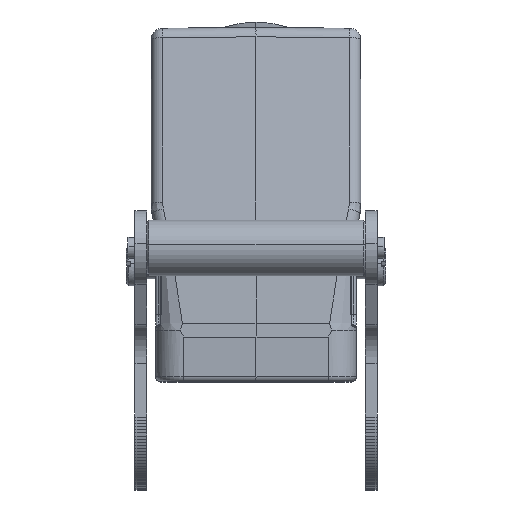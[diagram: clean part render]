
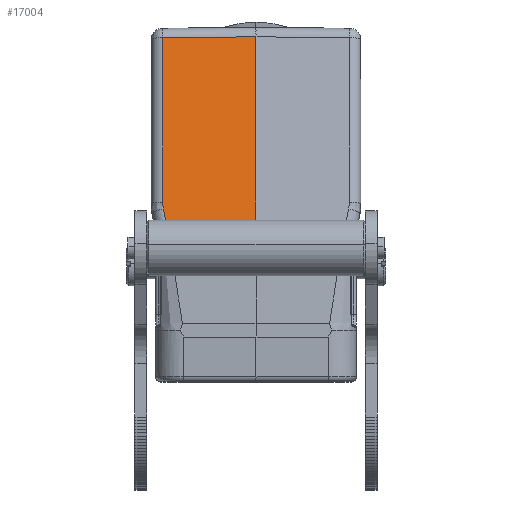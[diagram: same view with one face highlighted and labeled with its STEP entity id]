
A CAD part, top view. The second image highlights one B-rep face of the part: STEP entity #17004.
In plain terms, the highlighted planar face has unit normal (-0.009, 0.19, 0.982).
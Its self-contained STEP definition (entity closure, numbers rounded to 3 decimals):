
#2407=DIRECTION('',(0.,0.982,-0.19));
#2408=VECTOR('',#2407,35.988);
#2409=CARTESIAN_POINT('',(-20.022,-16.12,
43.323));
#2410=LINE('',#2409,#2408);
#2411=CARTESIAN_POINT('',(-20.022,-16.12,
43.323));
#2412=CARTESIAN_POINT('',(-20.022,-16.614,
43.419));
#2413=CARTESIAN_POINT('',(-19.973,-17.107,
43.514));
#2414=CARTESIAN_POINT('',(-19.876,-17.591,
43.609));
#2416=DIRECTION('',(-1.,-0.009,-0.007));
#2417=VECTOR('',#2416,20.023);
#2418=CARTESIAN_POINT('',(0.,19.39,
36.641));
#2419=LINE('',#2418,#2417);
#2420=DIRECTION('',(0.,0.982,-0.19));
#2421=VECTOR('',#2420,41.382);
#2422=CARTESIAN_POINT('',(0.,-21.241,
44.49));
#2423=LINE('',#2422,#2421);
#2424=DIRECTION('',(0.193,-0.963,0.188));
#2425=VECTOR('',#2424,3.79);
#2426=CARTESIAN_POINT('',(-19.876,-17.591,
43.609));
#2427=LINE('',#2426,#2425);
#2428=CARTESIAN_POINT('',(0.,19.39,
36.641));
#8029=DIRECTION('',(-1.,0.,-0.009));
#8030=VECTOR('',#8029,19.147);
#8031=CARTESIAN_POINT('',(0.,-21.241,
44.49));
#8032=LINE('',#8031,#8030);
#12460=VERTEX_POINT('',#2428);
#12517=CARTESIAN_POINT('',(0.,-21.241,
44.49));
#12518=CARTESIAN_POINT('',(-19.146,-21.241,
44.32));
#12519=VERTEX_POINT('',#12517);
#12520=VERTEX_POINT('',#12518);
#12531=CARTESIAN_POINT('',(-20.022,-16.12,
43.323));
#12532=CARTESIAN_POINT('',(-20.022,19.215,
36.497));
#12533=VERTEX_POINT('',#12531);
#12534=VERTEX_POINT('',#12532);
#13358=CARTESIAN_POINT('',(-19.876,-17.591,
43.609));
#13359=VERTEX_POINT('',#13358);
#16988=CARTESIAN_POINT('',(0.,-22.585,44.75));
#16989=DIRECTION('',(-0.009,0.19,0.982));
#16990=DIRECTION('',(0.,-0.982,0.19));
#16991=AXIS2_PLACEMENT_3D('',#16988,#16989,#16990);
#16992=PLANE('',#16991);
#16993=ORIENTED_EDGE('',*,*,#16886,.F.);
#16994=ORIENTED_EDGE('',*,*,#16982,.T.);
#16996=ORIENTED_EDGE('',*,*,#16995,.F.);
#16998=ORIENTED_EDGE('',*,*,#16997,.F.);
#17000=ORIENTED_EDGE('',*,*,#16999,.T.);
#17001=ORIENTED_EDGE('',*,*,#16853,.F.);
#17002=EDGE_LOOP('',(#16993,#16994,#16996,#16998,#17000,#17001));
#17003=FACE_OUTER_BOUND('',#17002,.F.);
#17004=ADVANCED_FACE('',(#17003),#16992,.T.);
#2415=B_SPLINE_CURVE_WITH_KNOTS('',3,(#2411,#2412,#2413,#2414),.UNSPECIFIED.,
.F.,.F.,(4,4),(0.,1.),.UNSPECIFIED.);
#16853=EDGE_CURVE('',#13359,#12520,#2427,.T.);
#16886=EDGE_CURVE('',#12533,#13359,#2415,.T.);
#16982=EDGE_CURVE('',#12533,#12534,#2410,.T.);
#16995=EDGE_CURVE('',#12460,#12534,#2419,.T.);
#16997=EDGE_CURVE('',#12519,#12460,#2423,.T.);
#16999=EDGE_CURVE('',#12519,#12520,#8032,.T.);
